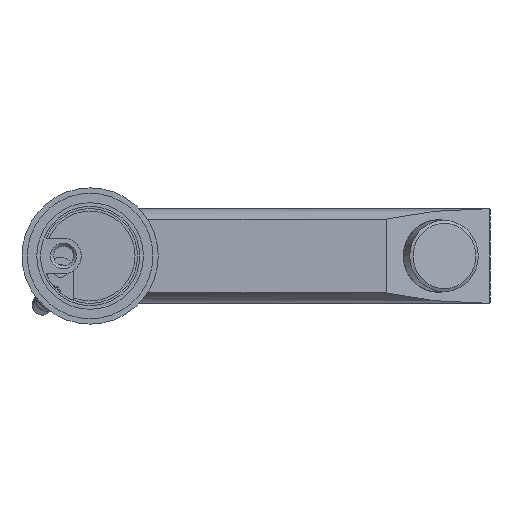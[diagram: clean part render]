
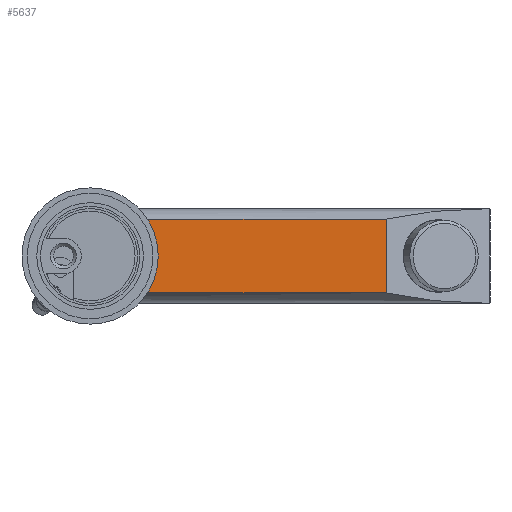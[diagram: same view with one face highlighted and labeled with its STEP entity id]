
A CAD part, front view. The second image highlights one B-rep face of the part: STEP entity #5637.
In plain terms, the highlighted planar face has unit normal (0, -1, 0).
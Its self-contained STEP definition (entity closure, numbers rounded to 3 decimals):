
#17 = CARTESIAN_POINT ( 'NONE',  ( 21.043, 112., -6.419 ) ) ;
#26 = LINE ( 'NONE', #85, #326 ) ;
#85 = CARTESIAN_POINT ( 'NONE',  ( 135., 112., -12.49 ) ) ;
#291 = EDGE_CURVE ( 'NONE', #2055, #1286, #4491, .T. ) ;
#326 = VECTOR ( 'NONE', #749, 1000. ) ;
#356 = ORIENTED_EDGE ( 'NONE', *, *, #4700, .F. ) ;
#474 = CARTESIAN_POINT ( 'NONE',  ( 19.665, 112., 9.863 ) ) ;
#500 = CARTESIAN_POINT ( 'NONE',  ( 20.649, 112., 7.6 ) ) ;
#580 = CARTESIAN_POINT ( 'NONE',  ( 20.134, 112., -8.874 ) ) ;
#602 = CARTESIAN_POINT ( 'NONE',  ( 19.755, 112., -9.683 ) ) ;
#749 = DIRECTION ( 'NONE',  ( -1., 0., 0. ) ) ;
#835 = CARTESIAN_POINT ( 'NONE',  ( 135., 112., 12.49 ) ) ;
#1004 = VECTOR ( 'NONE', #3395, 1000. ) ;
#1123 = CARTESIAN_POINT ( 'NONE',  ( 21.356, 112., 5.337 ) ) ;
#1173 = CARTESIAN_POINT ( 'NONE',  ( 21.104, 112., -6.217 ) ) ;
#1286 = VERTEX_POINT ( 'NONE', #6473 ) ;
#1348 = ORIENTED_EDGE ( 'NONE', *, *, #7064, .F. ) ;
#1718 = CARTESIAN_POINT ( 'NONE',  ( 19.695, 112., 9.804 ) ) ;
#1861 = CARTESIAN_POINT ( 'NONE',  ( 21.001, 112., -6.554 ) ) ;
#1886 = CARTESIAN_POINT ( 'NONE',  ( 21.967, 112., -1.425 ) ) ;
#2055 = VERTEX_POINT ( 'NONE', #3184 ) ;
#2210 = VECTOR ( 'NONE', #4158, 1000. ) ;
#2348 = CARTESIAN_POINT ( 'NONE',  ( 20.808, 112., 7.146 ) ) ;
#2398 = CARTESIAN_POINT ( 'NONE',  ( 21.69, 112., 3.683 ) ) ;
#2427 = CARTESIAN_POINT ( 'NONE',  ( 21.564, 112., 4.375 ) ) ;
#2452 = CARTESIAN_POINT ( 'NONE',  ( 21.816, 112., -2.84 ) ) ;
#2564 = CARTESIAN_POINT ( 'NONE',  ( 19.785, 112., -9.621 ) ) ;
#3060 = CARTESIAN_POINT ( 'NONE',  ( 21.757, 112., -3.265 ) ) ;
#3139 = CARTESIAN_POINT ( 'NONE',  ( 20.98, 112., -6.623 ) ) ;
#3184 = CARTESIAN_POINT ( 'NONE',  ( 18.111, 112., 12.49 ) ) ;
#3395 = DIRECTION ( 'NONE',  ( 0., 0., -1. ) ) ;
#3484 = DIRECTION ( 'NONE',  ( 1., 0., 0. ) ) ;
#3532 = CARTESIAN_POINT ( 'NONE',  ( 21.713, 112., 3.546 ) ) ;
#3617 = CARTESIAN_POINT ( 'NONE',  ( 18.841, 112., 11.38 ) ) ;
#3641 = LINE ( 'NONE', #4530, #1004 ) ;
#3672 = CARTESIAN_POINT ( 'NONE',  ( 20.791, 112., -7.213 ) ) ;
#3724 = CARTESIAN_POINT ( 'NONE',  ( 21.912, 112., 2.276 ) ) ;
#3796 = EDGE_CURVE ( 'NONE', #2055, #5299, #7316, .T. ) ;
#3830 = EDGE_LOOP ( 'NONE', ( #356, #1348, #6920, #5833 ) ) ;
#3953 = PLANE ( 'NONE',  #3998 ) ;
#3998 = AXIS2_PLACEMENT_3D ( 'NONE', #835, #4906, #3484 ) ;
#4158 = DIRECTION ( 'NONE',  ( 1., 0., 0. ) ) ;
#4201 = CARTESIAN_POINT ( 'NONE',  ( 20.917, 112., 6.819 ) ) ;
#4231 = CARTESIAN_POINT ( 'NONE',  ( 19.514, 112., 10.16 ) ) ;
#4282 = CARTESIAN_POINT ( 'NONE',  ( 18.715, 112., -11.614 ) ) ;
#4491 = B_SPLINE_CURVE_WITH_KNOTS ( 'NONE', 3,
 ( #6613, #6697, #3617, #4864, #4231, #7871, #474, #1718, #7925, #5390, #6025, #500, #2348, #6643, #4201, #6105, #4840, #1123, #2427, #6080, #2398, #3532, #3724, #6777, #4942, #1886, #4968, #2452, #6827, #3060, #8041, #4914, #7428, #1173, #17, #1861, #3139, #3672, #7984, #580, #6134, #7379, #2564, #602, #5609, #6182, #4282, #6748 ),
 .UNSPECIFIED., .F., .F.,
 ( 4, 1, 1, 1, 1, 2, 2, 1, 1, 1, 2, 2, 1, 1, 2, 2, 2, 1, 1, 2, 2, 1, 1, 1, 2, 2, 1, 1, 1, 1, 2, 2, 4 ),
 ( 0., 0.063, 0.094, 0.109, 0.117, 0.121, 0.125, 0.188, 0.219, 0.234, 0.242, 0.25, 0.313, 0.344, 0.359, 0.375, 0.5, 0.562, 0.594, 0.609, 0.625, 0.687, 0.719, 0.734, 0.742, 0.75, 0.812, 0.844, 0.859, 0.867, 0.871, 0.875, 1. ),
 .UNSPECIFIED. ) ;
#4530 = CARTESIAN_POINT ( 'NONE',  ( 100., 112., 12.49 ) ) ;
#4700 = EDGE_CURVE ( 'NONE', #5062, #1286, #26, .T. ) ;
#4840 = CARTESIAN_POINT ( 'NONE',  ( 21.13, 112., 6.151 ) ) ;
#4864 = CARTESIAN_POINT ( 'NONE',  ( 19.297, 112., 10.571 ) ) ;
#4906 = DIRECTION ( 'NONE',  ( 0., 1., 0. ) ) ;
#4914 = CARTESIAN_POINT ( 'NONE',  ( 21.485, 112., -4.791 ) ) ;
#4942 = CARTESIAN_POINT ( 'NONE',  ( 22., 112., -0.571 ) ) ;
#4968 = CARTESIAN_POINT ( 'NONE',  ( 21.87, 112., -2.416 ) ) ;
#5062 = VERTEX_POINT ( 'NONE', #6438 ) ;
#5299 = VERTEX_POINT ( 'NONE', #5924 ) ;
#5390 = CARTESIAN_POINT ( 'NONE',  ( 19.968, 112., 9.25 ) ) ;
#5609 = CARTESIAN_POINT ( 'NONE',  ( 19.739, 112., -9.714 ) ) ;
#5637 = ADVANCED_FACE ( 'NONE', ( #5752 ), #3953, .F. ) ;
#5752 = FACE_OUTER_BOUND ( 'NONE', #3830, .T. ) ;
#5833 = ORIENTED_EDGE ( 'NONE', *, *, #291, .T. ) ;
#5924 = CARTESIAN_POINT ( 'NONE',  ( 100., 112., 12.49 ) ) ;
#6025 = CARTESIAN_POINT ( 'NONE',  ( 20.306, 112., 8.498 ) ) ;
#6080 = CARTESIAN_POINT ( 'NONE',  ( 21.641, 112., 3.96 ) ) ;
#6105 = CARTESIAN_POINT ( 'NONE',  ( 20.937, 112., 6.756 ) ) ;
#6134 = CARTESIAN_POINT ( 'NONE',  ( 19.934, 112., -9.311 ) ) ;
#6182 = CARTESIAN_POINT ( 'NONE',  ( 19.253, 112., -10.699 ) ) ;
#6438 = CARTESIAN_POINT ( 'NONE',  ( 100., 112., -12.49 ) ) ;
#6473 = CARTESIAN_POINT ( 'NONE',  ( 18.111, 112., -12.49 ) ) ;
#6613 = CARTESIAN_POINT ( 'NONE',  ( 18.111, 112., 12.49 ) ) ;
#6643 = CARTESIAN_POINT ( 'NONE',  ( 20.873, 112., 6.95 ) ) ;
#6697 = CARTESIAN_POINT ( 'NONE',  ( 18.413, 112., 12.052 ) ) ;
#6748 = CARTESIAN_POINT ( 'NONE',  ( 18.111, 112., -12.49 ) ) ;
#6777 = CARTESIAN_POINT ( 'NONE',  ( 22., 112., 1.142 ) ) ;
#6827 = CARTESIAN_POINT ( 'NONE',  ( 21.778, 112., -3.123 ) ) ;
#6920 = ORIENTED_EDGE ( 'NONE', *, *, #3796, .F. ) ;
#7064 = EDGE_CURVE ( 'NONE', #5299, #5062, #3641, .T. ) ;
#7222 = CARTESIAN_POINT ( 'NONE',  ( 135., 112., 12.49 ) ) ;
#7316 = LINE ( 'NONE', #7222, #2210 ) ;
#7379 = CARTESIAN_POINT ( 'NONE',  ( 19.83, 112., -9.528 ) ) ;
#7428 = CARTESIAN_POINT ( 'NONE',  ( 21.24, 112., -5.744 ) ) ;
#7871 = CARTESIAN_POINT ( 'NONE',  ( 19.62, 112., 9.953 ) ) ;
#7925 = CARTESIAN_POINT ( 'NONE',  ( 19.709, 112., 9.775 ) ) ;
#7984 = CARTESIAN_POINT ( 'NONE',  ( 20.511, 112., -7.989 ) ) ;
#8041 = CARTESIAN_POINT ( 'NONE',  ( 21.648, 112., -3.962 ) ) ;
